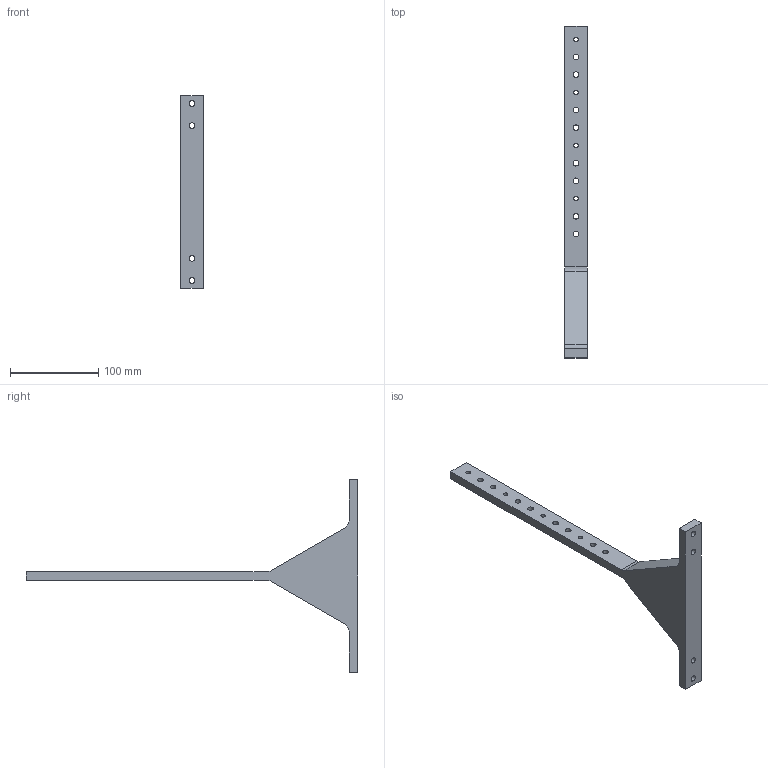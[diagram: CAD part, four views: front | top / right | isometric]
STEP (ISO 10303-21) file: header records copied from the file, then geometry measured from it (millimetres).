
FILE_DESCRIPTION(/* description */ (''),/* implementation_level */ '2;1');
FILE_NAME(/* name */ 'GS-0010-01 - Bracket.stp',/* time_stamp */ '2020-08-17T12:07:38+02:00',/* author */ ('nicolas.meyer'),/* organization */ (''),/* preprocessor_version */ 'ST-DEVELOPER v18',/* originating_system */ 'Autodesk Inventor 2020',/* authorisation */ '');
FILE_SCHEMA (('AUTOMOTIVE_DESIGN { 1 0 10303 214 3 1 1 }'));
Length unit declared in the file: millimetre
Products named in the file (1): GS-0010-01
Bounding box: 25 x 375 x 218 mm (x, y, z)
Volume: 258180.3 mm3; surface area: 50849.6 mm2
Topology: 1 solids, 1 shells, 32 faces, 106 edges, 76 vertices
Faces by surface type: cylinder 20, plane 12
Full cylindrical faces by diameter (mm): 4.917 x4, 6.5 x8, 6.6 x4
Entity records: 1319 total; most frequent: DIRECTION 228, CARTESIAN_POINT 215, ORIENTED_EDGE 212, EDGE_CURVE 106, AXIS2_PLACEMENT_3D 89, VERTEX_POINT 76, EDGE_LOOP 64, CIRCLE 56
